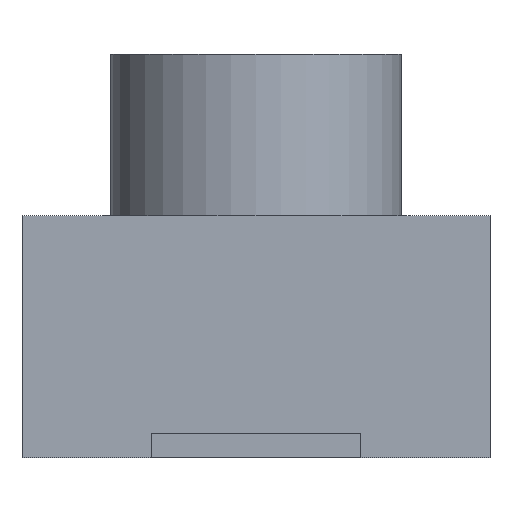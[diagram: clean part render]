
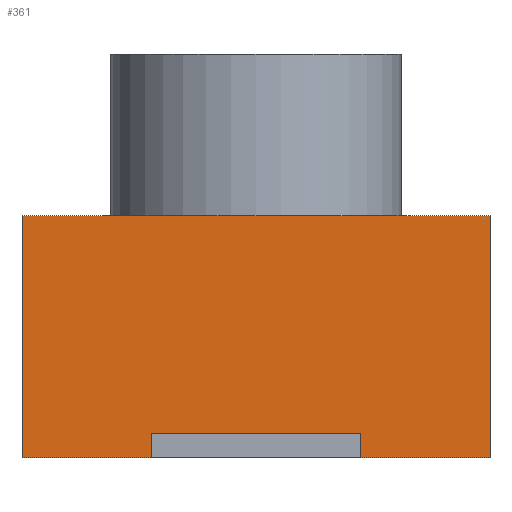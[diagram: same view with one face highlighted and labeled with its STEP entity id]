
A CAD part, left-side view. The second image highlights one B-rep face of the part: STEP entity #361.
In plain terms, the highlighted planar face has unit normal (-1, 0, 0).
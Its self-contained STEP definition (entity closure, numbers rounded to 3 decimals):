
#34=PLANE('',#409);
#58=FACE_OUTER_BOUND('',#83,.T.);
#83=EDGE_LOOP('',(#287,#288,#289,#290));
#104=LINE('',#558,#143);
#112=LINE('',#573,#151);
#113=LINE('',#575,#152);
#114=LINE('',#576,#153);
#143=VECTOR('',#459,10.);
#151=VECTOR('',#471,10.);
#152=VECTOR('',#474,10.);
#153=VECTOR('',#475,10.);
#191=VERTEX_POINT('',#555);
#192=VERTEX_POINT('',#557);
#196=VERTEX_POINT('',#569);
#197=VERTEX_POINT('',#571);
#224=EDGE_CURVE('',#191,#192,#104,.T.);
#232=EDGE_CURVE('',#196,#197,#112,.T.);
#233=EDGE_CURVE('',#191,#196,#113,.T.);
#234=EDGE_CURVE('',#192,#197,#114,.T.);
#287=ORIENTED_EDGE('',*,*,#233,.T.);
#288=ORIENTED_EDGE('',*,*,#232,.T.);
#289=ORIENTED_EDGE('',*,*,#234,.F.);
#290=ORIENTED_EDGE('',*,*,#224,.F.);
#361=ADVANCED_FACE('',(#58),#34,.T.);
#409=AXIS2_PLACEMENT_3D('',#574,#472,#473);
#459=DIRECTION('',(0.,0.,1.));
#471=DIRECTION('',(0.,0.,1.));
#472=DIRECTION('center_axis',(-1.,0.,0.));
#473=DIRECTION('ref_axis',(0.,-1.,0.));
#474=DIRECTION('',(0.,-1.,0.));
#475=DIRECTION('',(0.,-1.,0.));
#555=CARTESIAN_POINT('',(0.,2.9,0.));
#557=CARTESIAN_POINT('',(0.,2.9,1.5));
#558=CARTESIAN_POINT('',(0.,2.9,0.));
#569=CARTESIAN_POINT('',(0.,0.,0.));
#571=CARTESIAN_POINT('',(0.,0.,1.5));
#573=CARTESIAN_POINT('',(0.,0.,0.));
#574=CARTESIAN_POINT('Origin',(0.,2.9,0.));
#575=CARTESIAN_POINT('',(0.,2.9,0.));
#576=CARTESIAN_POINT('',(0.,2.9,1.5));
